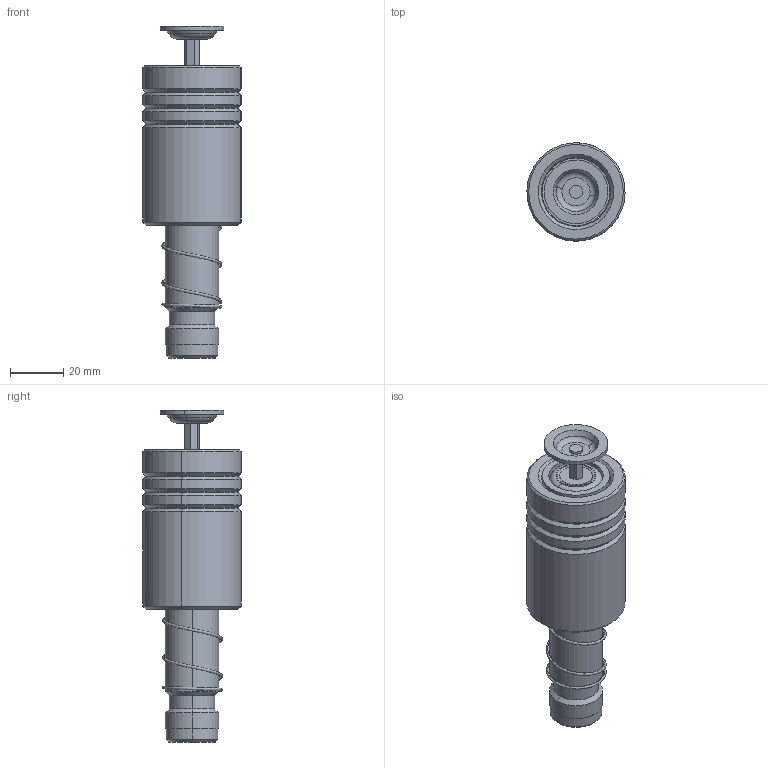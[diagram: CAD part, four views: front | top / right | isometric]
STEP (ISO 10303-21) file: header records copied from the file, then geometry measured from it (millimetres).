
FILE_DESCRIPTION (( 'STEP AP214' ), '1' );
FILE_NAME ('EMJ EMS-D20-L110£¨BL-60£©.STEP', '2021-09-23T02:59:02', ( '' ), ( '' ), 'SwSTEP 2.0', 'SolidWorks 2016', '' );
FILE_SCHEMA (( 'AUTOMOTIVE_DESIGN' ));
Length unit declared in the file: millimetre
Products named in the file (117): BALL-D3; BJ BS-25.5-20.5郪蚾; GTM-M10蹟簽; MGM-D20-L110; GTM-3-縐种; EMJ EMS-D20-L110（BL-60）; HWP-D22.5-d20.5-L40; GTM-24郪蚾; GTM-24; BJ BS-25.5-20.5; TBB-D37-d26-L60
Assembly tree (110 placements, depth 3):
  BALL-D3
  BALL-D3
  BALL-D3
  BALL-D3
  BALL-D3
Bounding box: 36.98 x 36.99 x 125 mm (x, y, z)
Volume: 74559.6 mm3; surface area: 37591.4 mm2
Topology: 103 solids, 103 shells, 553 faces, 2157 edges, 1426 vertices
Faces by surface type: sphere 384, cylinder 50, plane 42, cone 34, torus 22, bspline 21
Entity records: 24545 total; most frequent: CARTESIAN_POINT 13271, ORIENTED_EDGE 1980, DIRECTION 1775, EDGE_CURVE 990, AXIS2_PLACEMENT_3D 811, VERTEX_POINT 638, EDGE_LOOP 558, B_SPLINE_CURVE_WITH_KNOTS 460
